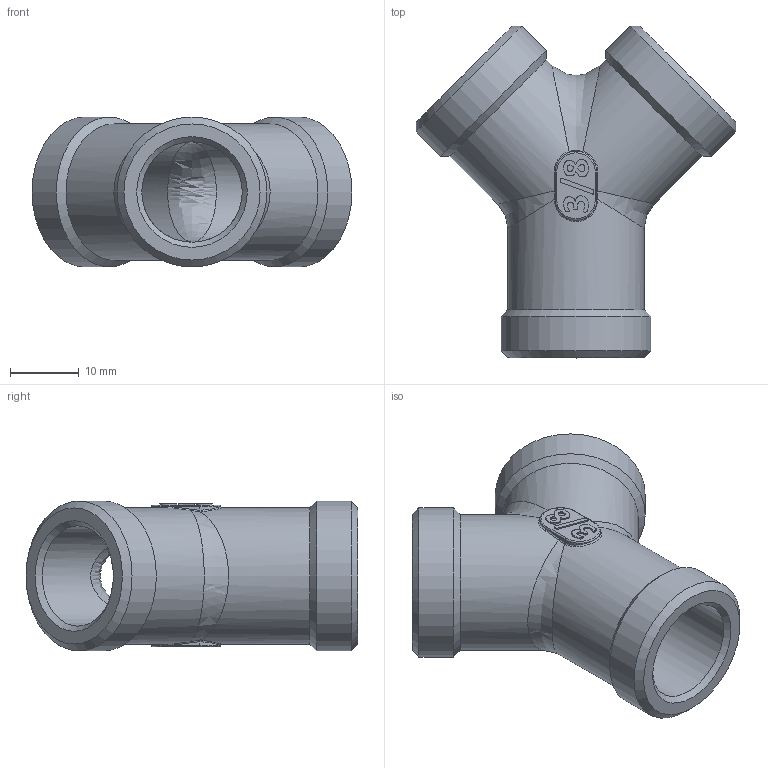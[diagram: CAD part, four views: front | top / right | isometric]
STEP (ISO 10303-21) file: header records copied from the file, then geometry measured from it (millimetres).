
FILE_DESCRIPTION(/* description */ ('Unknown'),/* implementation_level */ '2;1');
FILE_NAME(/* name */ '20201124-R-308-L-013-DN10',/* time_stamp */ '2020-11-24T09:41:01+08:00',/* author */ ('Unknown'),/* organization */ ('Unknown'),/* preprocessor_version */ 'ST-DEVELOPER v16.7',/* originating_system */ 'DEX',/* authorisation */ $);
FILE_SCHEMA (('AUTOMOTIVE_DESIGN {1 0 10303 214 3 1 1}'));
Length unit declared in the file: millimetre
Products named in the file (1): R-308-DN10
Bounding box: 46.53 x 48.26 x 21.8 mm (x, y, z)
Volume: 9769.3 mm3; surface area: 7200.1 mm2
Topology: 1 solids, 1 shells, 116 faces, 288 edges, 172 vertices
Faces by surface type: bspline 58, cylinder 27, plane 18, cone 9, torus 4
Full cylindrical faces by diameter (mm): 14.6 x3, 19.8 x3, 21.8 x3
Entity records: 5310 total; most frequent: CARTESIAN_POINT 3039, ORIENTED_EDGE 528, DIRECTION 310, EDGE_CURVE 264, VERTEX_POINT 172, EDGE_LOOP 142, FACE_BOUND 142, B_SPLINE_CURVE_WITH_KNOTS 128
